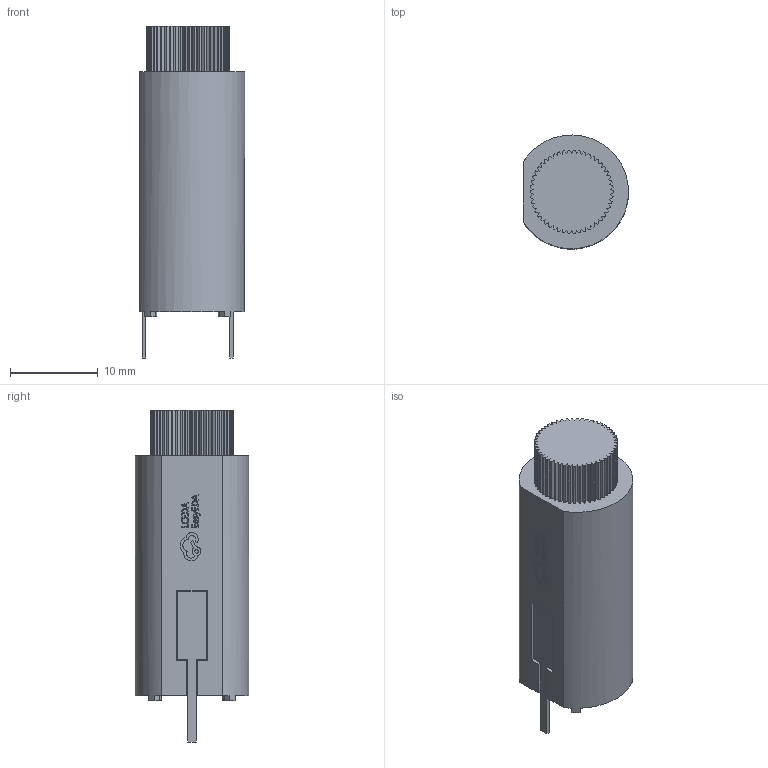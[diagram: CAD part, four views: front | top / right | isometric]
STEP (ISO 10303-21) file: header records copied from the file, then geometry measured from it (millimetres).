
FILE_DESCRIPTION (( 'STEP AP214' ), '1' );
FILE_NAME ('FUSE-TH_FH1-206Z.step', '2022-06-28T10:50:29', ( '' ), ( '' ), 'SwSTEP 2.0', 'SolidWorks 2020', '' );
FILE_SCHEMA (( 'AUTOMOTIVE_DESIGN' ));
Length unit declared in the file: millimetre
Products named in the file (1): FUSE-TH_FH1-206Z
Bounding box: 12 x 13 x 37.9 mm (x, y, z)
Volume: 3059.3 mm3; surface area: 2643.6 mm2
Topology: 4 solids, 4 shells, 501 faces, 1389 edges, 926 vertices
Faces by surface type: plane 323, bspline 112, cylinder 66
Entity records: 22643 total; most frequent: CARTESIAN_POINT 4921, ORIENTED_EDGE 2778, DIRECTION 2081, EDGE_CURVE 1389, VECTOR 1021, LINE 1021, VERTEX_POINT 926, EDGE_LOOP 531
